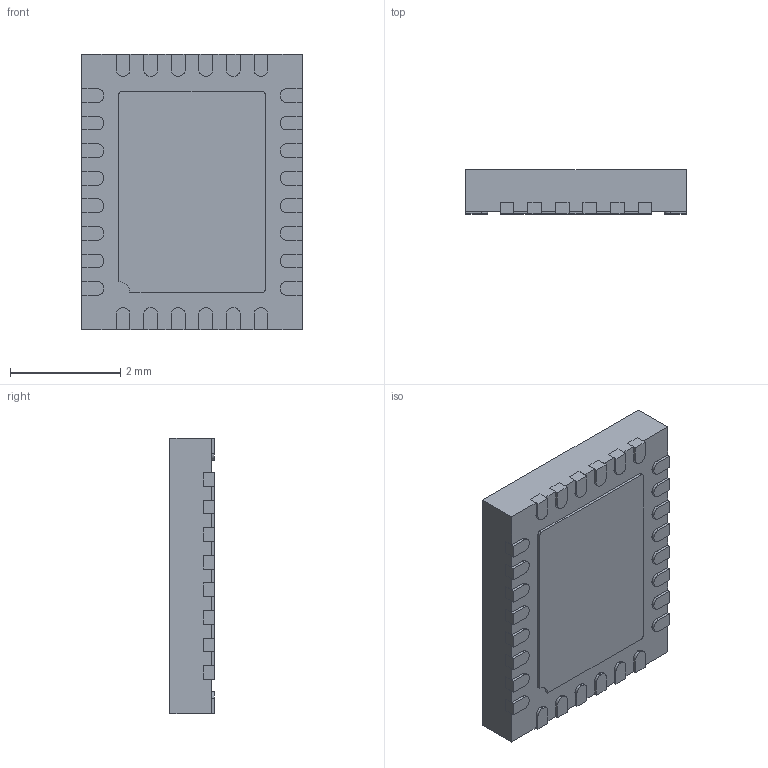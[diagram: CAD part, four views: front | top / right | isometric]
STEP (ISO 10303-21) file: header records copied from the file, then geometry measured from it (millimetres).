
FILE_DESCRIPTION (( 'STEP AP214' ), '1' );
FILE_NAME ('LTC2323HUFD-14#PBF.STEP', '2022-04-17T03:58:49', ( '' ), ( '' ), 'SwSTEP 2.0', 'SolidWorks 2017', '' );
FILE_SCHEMA (( 'AUTOMOTIVE_DESIGN' ));
Length unit declared in the file: millimetre
Products named in the file (1): LTC2323HUFD-14#PBF
Bounding box: 4 x 0.8 x 5 mm (x, y, z)
Volume: 15.6 mm3; surface area: 92.6 mm2
Topology: 31 solids, 31 shells, 424 faces, 1080 edges, 720 vertices
Faces by surface type: plane 300, cylinder 124
Entity records: 13076 total; most frequent: CARTESIAN_POINT 2225, DIRECTION 2178, ORIENTED_EDGE 2160, EDGE_CURVE 1080, LINE 832, VECTOR 832, VERTEX_POINT 720, AXIS2_PLACEMENT_3D 673
